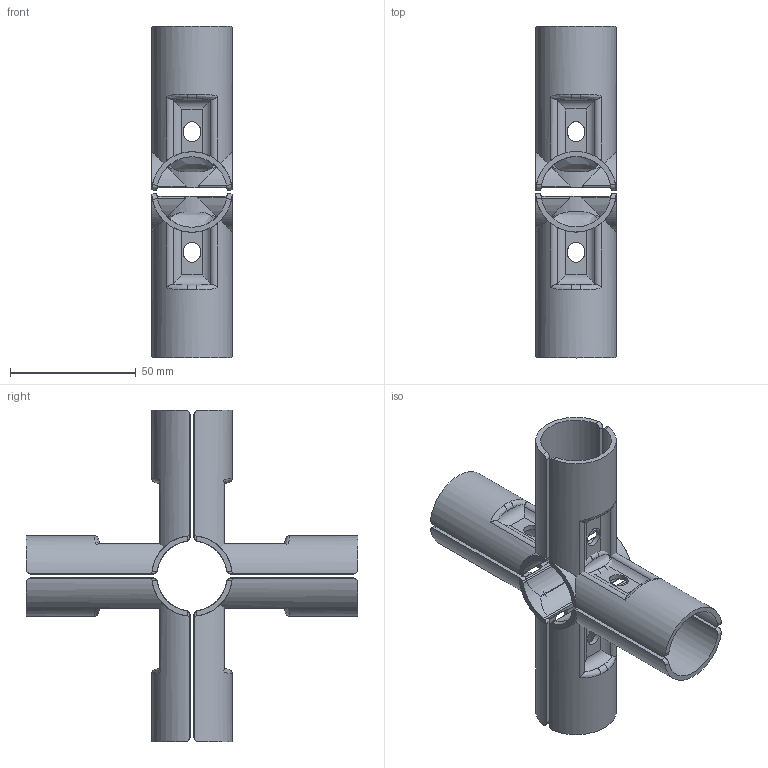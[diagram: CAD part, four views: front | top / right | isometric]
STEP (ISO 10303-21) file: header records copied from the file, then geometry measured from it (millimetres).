
FILE_DESCRIPTION((''),'2;1');
FILE_NAME('86105- poprawione.stp','2020-07-10T14:41:34',('trakoczy'),(''),'Autodesk Inventor 2013','Autodesk Inventor 2013','');
FILE_SCHEMA(('AUTOMOTIVE_DESIGN { 1 0 10303 214 1 1 1 1 }'));
Length unit declared in the file: millimetre
Products named in the file (3): 86105; 86105-I; 86102 - II
Assembly tree (6 placements, depth 3):
  86105
    86105-I  x4
      86102 - II
Bounding box: 32 x 132 x 132 mm (x, y, z)
Volume: 45448.9 mm3; surface area: 49787 mm2
Topology: 8 solids, 16 shells, 368 faces, 1016 edges, 672 vertices
Faces by surface type: cylinder 176, plane 112, bspline 64, torus 16
Entity records: 1966 total; most frequent: CARTESIAN_POINT 755, ORIENTED_EDGE 250, DIRECTION 225, EDGE_CURVE 125, AXIS2_PLACEMENT_3D 93, VERTEX_POINT 83, EDGE_LOOP 48, FACE_OUTER_BOUND 46
